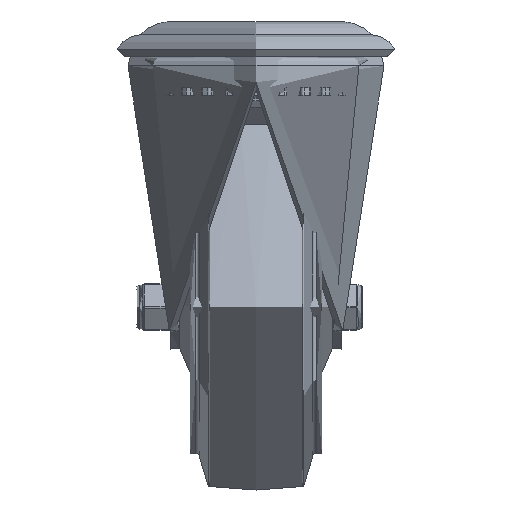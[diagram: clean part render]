
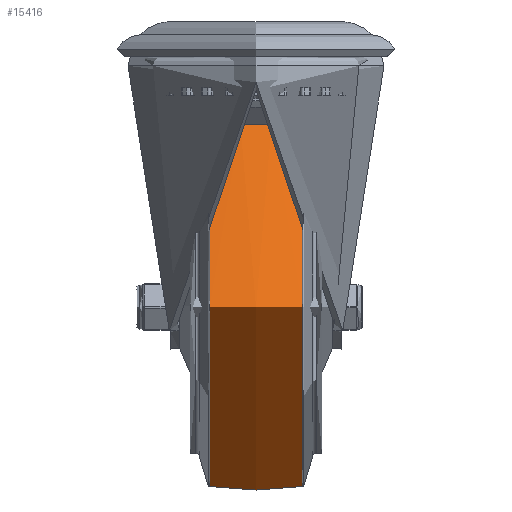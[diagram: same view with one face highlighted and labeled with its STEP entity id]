
A CAD part, left-side view. The second image highlights one B-rep face of the part: STEP entity #15416.
In plain terms, the highlighted free-form (B-spline) face has degree [2, 2] with [3, 9] control points.
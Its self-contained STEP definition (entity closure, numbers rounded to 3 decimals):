
#1523=(
BOUNDED_SURFACE()
B_SPLINE_SURFACE(2,2,((#22213,#22214,#22215,#22216,#22217,#22218,#22219,
#22220,#22221),(#22222,#22223,#22224,#22225,#22226,#22227,#22228,#22229,
#22230),(#22231,#22232,#22233,#22234,#22235,#22236,#22237,#22238,#22239)),
 .UNSPECIFIED.,.F.,.T.,.F.)
B_SPLINE_SURFACE_WITH_KNOTS((3,3),(3,2,2,2,3),(-0.15,0.15),
(-3.142,-1.571,0.,1.571,3.142),
 .UNSPECIFIED.)
GEOMETRIC_REPRESENTATION_ITEM()
RATIONAL_B_SPLINE_SURFACE(((1.,0.707,1.,0.707,1.,
0.707,1.,0.707,1.),(0.989,0.699,
0.989,0.699,0.989,0.699,
0.989,0.699,0.989),(1.,0.707,
1.,0.707,1.,0.707,1.,0.707,1.)))
REPRESENTATION_ITEM('')
SURFACE()
);
#1558=FACE_OUTER_BOUND('',#2492,.T.);
#2492=EDGE_LOOP('',(#10486,#10487,#10488,#10489));
#5931=CIRCLE('',#16551,49.045);
#5933=CIRCLE('',#16553,85.);
#5934=CIRCLE('',#16554,49.045);
#6596=VERTEX_POINT('',#22209);
#6597=VERTEX_POINT('',#22240);
#8138=EDGE_CURVE('',#6596,#6596,#5931,.T.);
#8140=EDGE_CURVE('',#6596,#6597,#5933,.T.);
#8141=EDGE_CURVE('',#6597,#6597,#5934,.T.);
#10486=ORIENTED_EDGE('',*,*,#8138,.F.);
#10487=ORIENTED_EDGE('',*,*,#8140,.T.);
#10488=ORIENTED_EDGE('',*,*,#8141,.T.);
#10489=ORIENTED_EDGE('',*,*,#8140,.F.);
#15416=ADVANCED_FACE('',(#1558),#1523,.F.);
#16551=AXIS2_PLACEMENT_3D('',#22211,#18054,#18055);
#16553=AXIS2_PLACEMENT_3D('',#22241,#18058,#18059);
#16554=AXIS2_PLACEMENT_3D('',#22242,#18060,#18061);
#18054=DIRECTION('center_axis',(0.,-1.,0.));
#18055=DIRECTION('ref_axis',(0.,0.,1.));
#18058=DIRECTION('center_axis',(-1.,0.,0.));
#18059=DIRECTION('ref_axis',(0.,0.,
1.));
#18060=DIRECTION('center_axis',(0.,-1.,0.));
#18061=DIRECTION('ref_axis',(0.,0.,1.));
#22209=CARTESIAN_POINT('',(0.,-12.707,49.045));
#22211=CARTESIAN_POINT('Origin',(0.,-12.707,0.));
#22213=CARTESIAN_POINT('Ctrl Pts',(0.,12.707,49.045));
#22214=CARTESIAN_POINT('Ctrl Pts',(-49.045,12.707,49.045));
#22215=CARTESIAN_POINT('Ctrl Pts',(-49.045,12.707,0.));
#22216=CARTESIAN_POINT('Ctrl Pts',(-49.045,12.707,-49.045));
#22217=CARTESIAN_POINT('Ctrl Pts',(0.,12.707,-49.045));
#22218=CARTESIAN_POINT('Ctrl Pts',(49.045,12.707,-49.045));
#22219=CARTESIAN_POINT('Ctrl Pts',(49.045,12.707,0.));
#22220=CARTESIAN_POINT('Ctrl Pts',(49.045,12.707,49.045));
#22221=CARTESIAN_POINT('Ctrl Pts',(0.,12.707,49.045));
#22222=CARTESIAN_POINT('Ctrl Pts',(0.,0.,50.966));
#22223=CARTESIAN_POINT('Ctrl Pts',(-50.966,0.,
50.966));
#22224=CARTESIAN_POINT('Ctrl Pts',(-50.966,0.,
0.));
#22225=CARTESIAN_POINT('Ctrl Pts',(-50.966,0.,
-50.966));
#22226=CARTESIAN_POINT('Ctrl Pts',(0.,0.,-50.966));
#22227=CARTESIAN_POINT('Ctrl Pts',(50.966,0.,
-50.966));
#22228=CARTESIAN_POINT('Ctrl Pts',(50.966,0.,
0.));
#22229=CARTESIAN_POINT('Ctrl Pts',(50.966,0.,
50.966));
#22230=CARTESIAN_POINT('Ctrl Pts',(0.,0.,50.966));
#22231=CARTESIAN_POINT('Ctrl Pts',(0.,-12.707,49.045));
#22232=CARTESIAN_POINT('Ctrl Pts',(-49.045,-12.707,
49.045));
#22233=CARTESIAN_POINT('Ctrl Pts',(-49.045,-12.707,
0.));
#22234=CARTESIAN_POINT('Ctrl Pts',(-49.045,-12.707,
-49.045));
#22235=CARTESIAN_POINT('Ctrl Pts',(0.,-12.707,-49.045));
#22236=CARTESIAN_POINT('Ctrl Pts',(49.045,-12.707,-49.045));
#22237=CARTESIAN_POINT('Ctrl Pts',(49.045,-12.707,0.));
#22238=CARTESIAN_POINT('Ctrl Pts',(49.045,-12.707,49.045));
#22239=CARTESIAN_POINT('Ctrl Pts',(0.,-12.707,49.045));
#22240=CARTESIAN_POINT('',(0.,12.707,49.045));
#22241=CARTESIAN_POINT('Origin',(0.,0.,
-35.));
#22242=CARTESIAN_POINT('Origin',(0.,12.707,0.));
